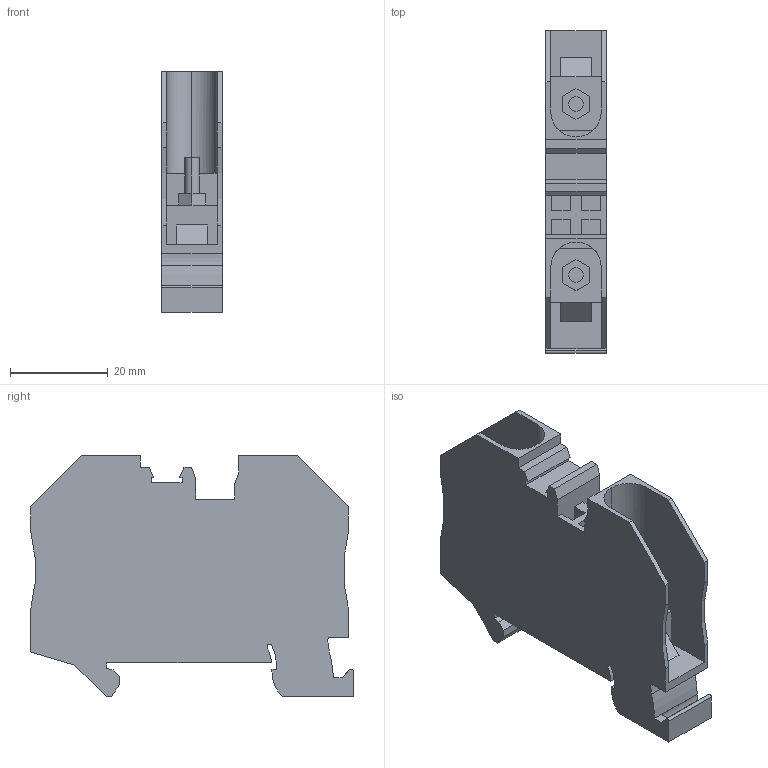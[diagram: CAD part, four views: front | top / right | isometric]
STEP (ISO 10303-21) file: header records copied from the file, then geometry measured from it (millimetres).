
FILE_DESCRIPTION(('Creo Elements/Direct Modeling STEP Export'),'2;1');
FILE_NAME('model.stp','2021-04-07T 0:35:04',(''),(''),'Creo Elements/Direct Modeling STEP processor for AP214 (Solid Model)','Creo Elements/Direct Modeling 20.1D 10-Oct-2020 (C) Parametric Technology GmbH','');
FILE_SCHEMA(('AUTOMOTIVE_DESIGN { 1 0 10303 214 1 1 1 1 }'));
Length unit declared in the file: millimetre
Products named in the file (2): RTO_3_BU-SELECT
Assembly tree (1 placements, depth 2):
  RTO_3_BU-SELECT
    RTO_3_BU-SELECT
Bounding box: 12.3 x 66 x 49.25 mm (x, y, z)
Volume: 19950.8 mm3; surface area: 11798.9 mm2
Topology: 1 solids, 1 shells, 127 faces, 359 edges, 238 vertices
Faces by surface type: plane 106, cylinder 21
Entity records: 4992 total; most frequent: ORIENTED_EDGE 718, CARTESIAN_POINT 696, DIRECTION 617, EDGE_CURVE 359, VECTOR 299, LINE 299, VERTEX_POINT 238, AXIS2_PLACEMENT_3D 159
